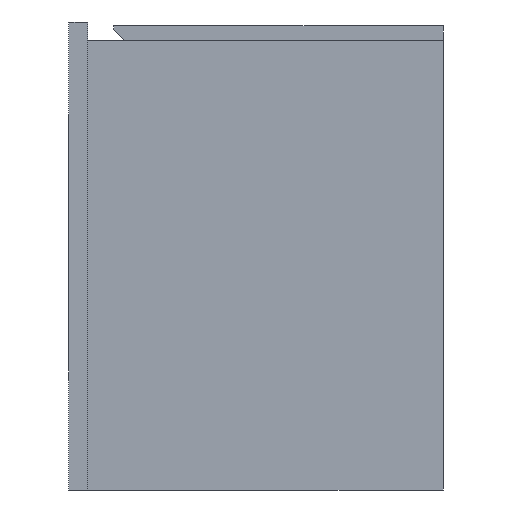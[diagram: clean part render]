
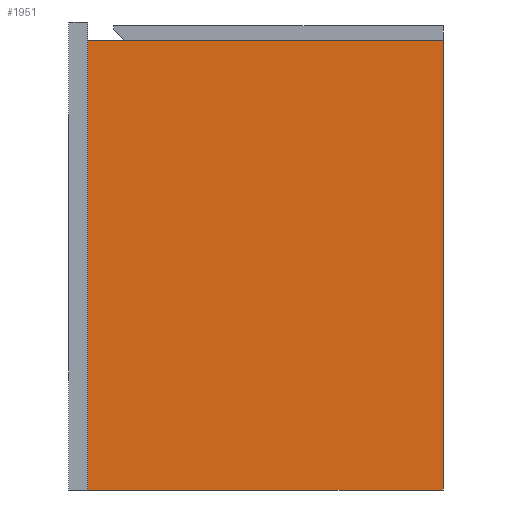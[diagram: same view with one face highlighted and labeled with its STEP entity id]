
A CAD part, left-side view. The second image highlights one B-rep face of the part: STEP entity #1951.
In plain terms, the highlighted planar face has unit normal (-1, 0, 0).
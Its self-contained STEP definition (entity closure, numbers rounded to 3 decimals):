
#155 = CARTESIAN_POINT ( 'NONE',  ( -444., -190., 0. ) ) ;
#198 = CARTESIAN_POINT ( 'NONE',  ( -444., 190., 480. ) ) ;
#290 = CARTESIAN_POINT ( 'NONE',  ( -444., -190., 480. ) ) ;
#451 = DIRECTION ( 'NONE',  ( 0., 1., 0. ) ) ;
#499 = VERTEX_POINT ( 'NONE', #3707 ) ;
#756 = VECTOR ( 'NONE', #2889, 1000. ) ;
#781 = AXIS2_PLACEMENT_3D ( 'NONE', #2294, #3146, #2028 ) ;
#1019 = LINE ( 'NONE', #1365, #2707 ) ;
#1130 = VERTEX_POINT ( 'NONE', #155 ) ;
#1131 = ORIENTED_EDGE ( 'NONE', *, *, #1238, .T. ) ;
#1186 = VERTEX_POINT ( 'NONE', #198 ) ;
#1238 = EDGE_CURVE ( 'NONE', #3205, #1186, #1019, .T. ) ;
#1303 = EDGE_CURVE ( 'NONE', #1186, #499, #3667, .T. ) ;
#1365 = CARTESIAN_POINT ( 'NONE',  ( -444., 190., 480. ) ) ;
#1832 = ORIENTED_EDGE ( 'NONE', *, *, #3355, .F. ) ;
#1939 = VECTOR ( 'NONE', #2574, 1000. ) ;
#1951 = ADVANCED_FACE ( 'NONE', ( #3259 ), #1975, .T. ) ;
#1959 = CARTESIAN_POINT ( 'NONE',  ( -444., 190., 0. ) ) ;
#1975 = PLANE ( 'NONE',  #781 ) ;
#2005 = CARTESIAN_POINT ( 'NONE',  ( -444., 190., 480. ) ) ;
#2028 = DIRECTION ( 'NONE',  ( 0., -1., 0. ) ) ;
#2294 = CARTESIAN_POINT ( 'NONE',  ( -444., 190., 480. ) ) ;
#2324 = DIRECTION ( 'NONE',  ( 0., 0., -1. ) ) ;
#2340 = LINE ( 'NONE', #2601, #756 ) ;
#2574 = DIRECTION ( 'NONE',  ( 0., 1., 0. ) ) ;
#2601 = CARTESIAN_POINT ( 'NONE',  ( -444., -190., 480. ) ) ;
#2707 = VECTOR ( 'NONE', #451, 1000. ) ;
#2889 = DIRECTION ( 'NONE',  ( 0., 0., -1. ) ) ;
#3146 = DIRECTION ( 'NONE',  ( -1., 0., 0. ) ) ;
#3153 = VECTOR ( 'NONE', #2324, 1000. ) ;
#3205 = VERTEX_POINT ( 'NONE', #290 ) ;
#3218 = EDGE_CURVE ( 'NONE', #1130, #499, #3315, .T. ) ;
#3259 = FACE_OUTER_BOUND ( 'NONE', #3507, .T. ) ;
#3315 = LINE ( 'NONE', #1959, #1939 ) ;
#3355 = EDGE_CURVE ( 'NONE', #3205, #1130, #2340, .T. ) ;
#3499 = ORIENTED_EDGE ( 'NONE', *, *, #3218, .F. ) ;
#3507 = EDGE_LOOP ( 'NONE', ( #3499, #1832, #1131, #3647 ) ) ;
#3647 = ORIENTED_EDGE ( 'NONE', *, *, #1303, .T. ) ;
#3667 = LINE ( 'NONE', #2005, #3153 ) ;
#3707 = CARTESIAN_POINT ( 'NONE',  ( -444., 190., 0. ) ) ;
